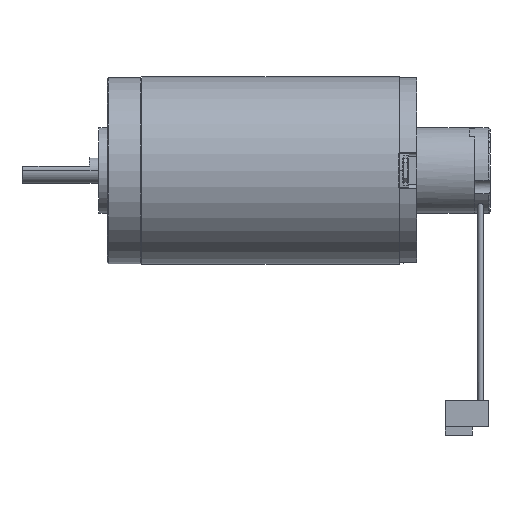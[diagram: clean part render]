
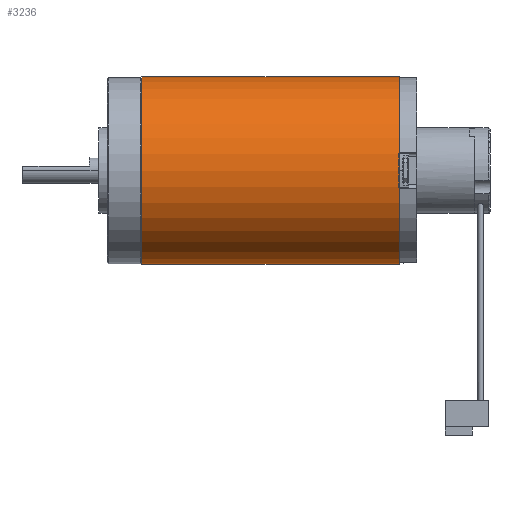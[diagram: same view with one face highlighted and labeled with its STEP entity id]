
A CAD part, front view. The second image highlights one B-rep face of the part: STEP entity #3236.
In plain terms, the highlighted cylindrical face has radius 11 mm (diameter 22 mm), a partial arc.
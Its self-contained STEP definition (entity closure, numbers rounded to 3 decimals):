
#3236=ADVANCED_FACE('',(#6398),#6399,.T.);
#6398=FACE_OUTER_BOUND('',#9509,.T.);
#6399=CYLINDRICAL_SURFACE('',#9510,11.0);
#9509=EDGE_LOOP('',(#18669,#18670,#18671,#18672));
#9510=AXIS2_PLACEMENT_3D('',#18673,#18674,#18675);
#18669=ORIENTED_EDGE('',*,*,#22360,.F.);
#18670=ORIENTED_EDGE('',*,*,#22361,.T.);
#18671=ORIENTED_EDGE('',*,*,#22362,.F.);
#18672=ORIENTED_EDGE('',*,*,#22363,.F.);
#18673=CARTESIAN_POINT('',(19.1,0.0,0.0));
#18674=DIRECTION('',(1.0,0.0,-0.0));
#18675=DIRECTION('',(0.0,0.0,1.0));
#22360=EDGE_CURVE('',#27651,#27652,#27653,.T.);
#22361=EDGE_CURVE('',#27651,#27654,#27655,.T.);
#22362=EDGE_CURVE('',#27656,#27654,#27657,.T.);
#22363=EDGE_CURVE('',#27652,#27656,#27658,.T.);
#27651=VERTEX_POINT('',#35729);
#27652=VERTEX_POINT('',#35730);
#27653=LINE('',#35731,#35732);
#27654=VERTEX_POINT('',#35733);
#27655=CIRCLE('',#35734,11.0);
#27656=VERTEX_POINT('',#35735);
#27657=LINE('',#35736,#35737);
#27658=CIRCLE('',#35738,11.0);
#35729=CARTESIAN_POINT('',(4.0,0.0,11.0));
#35730=CARTESIAN_POINT('',(34.2,0.0,11.0));
#35731=CARTESIAN_POINT('',(19.1,0.,11.0));
#35732=VECTOR('',#39274,1.0);
#35733=CARTESIAN_POINT('',(4.0,0.,-11.0));
#35734=AXIS2_PLACEMENT_3D('',#39275,#39276,#39277);
#35735=CARTESIAN_POINT('',(34.2,0.,-11.0));
#35736=CARTESIAN_POINT('',(19.1,0.,-11.0));
#35737=VECTOR('',#39278,1.0);
#35738=AXIS2_PLACEMENT_3D('',#39279,#39280,#39281);
#39274=DIRECTION('',(1.0,0.0,0.0));
#39275=CARTESIAN_POINT('',(4.0,0.0,0.0));
#39276=DIRECTION('',(1.0,0.0,-0.0));
#39277=DIRECTION('',(0.0,0.0,1.0));
#39278=DIRECTION('',(-1.0,-0.0,-0.0));
#39279=CARTESIAN_POINT('',(34.2,0.0,0.0));
#39280=DIRECTION('',(1.0,0.0,-0.0));
#39281=DIRECTION('',(0.0,0.0,1.0));
